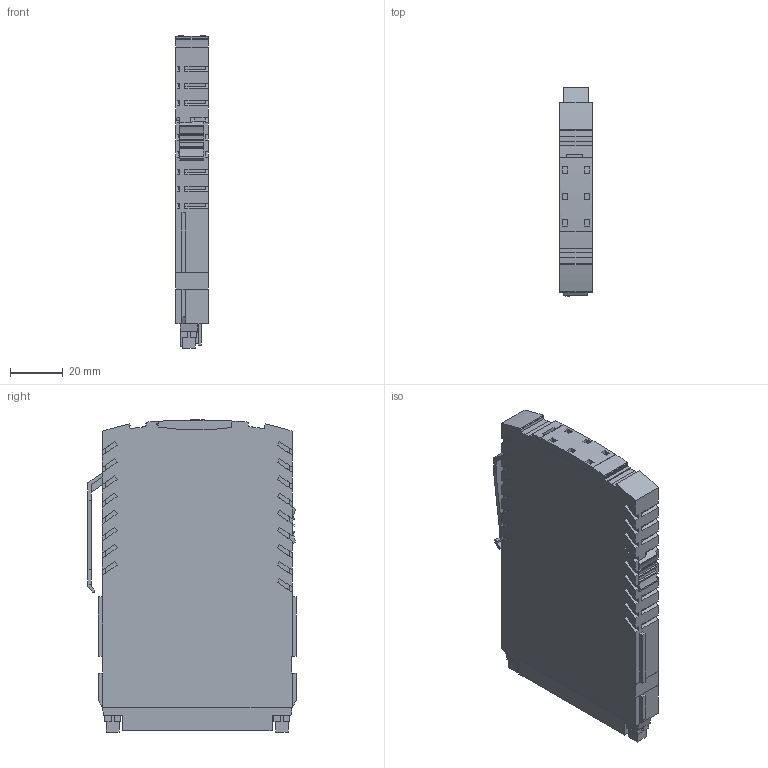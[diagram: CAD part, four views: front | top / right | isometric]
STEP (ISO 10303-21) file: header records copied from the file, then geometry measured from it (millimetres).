
FILE_DESCRIPTION(('Creo Elements/Direct Modeling STEP Export'),'2;1');
FILE_NAME('model.stp','2020-06-15T10:25:15',(''),(''),'Creo Elements/Direct Modeling STEP processor for AP214 (Solid Model)','Creo Elements/Direct Modeling 20.1A 29-Sep-2018 (C) Parametric Technology GmbH','');
FILE_SCHEMA(('AUTOMOTIVE_DESIGN { 1 0 10303 214 1 1 1 1 }'));
Length unit declared in the file: millimetre
Products named in the file (1): PI-EX-...-Blade-select
Bounding box: 12.35 x 79 x 118.4 mm (x, y, z)
Volume: 97759.2 mm3; surface area: 24925.2 mm2
Topology: 1 solids, 1 shells, 531 faces, 1521 edges, 1000 vertices
Faces by surface type: plane 513, cylinder 18
Entity records: 20401 total; most frequent: ORIENTED_EDGE 3042, CARTESIAN_POINT 2869, DIRECTION 2349, EDGE_CURVE 1521, VECTOR 1389, LINE 1389, VERTEX_POINT 1000, EDGE_LOOP 539
